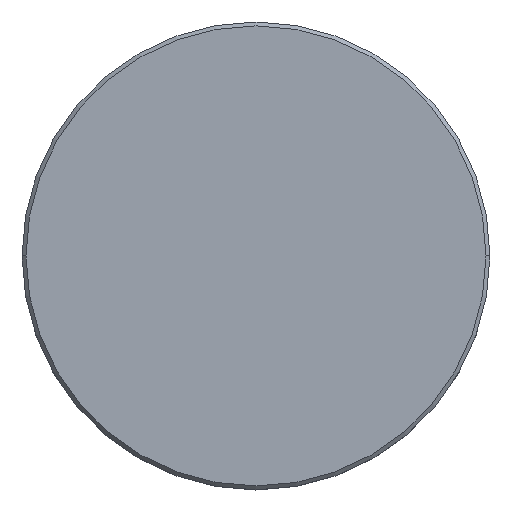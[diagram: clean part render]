
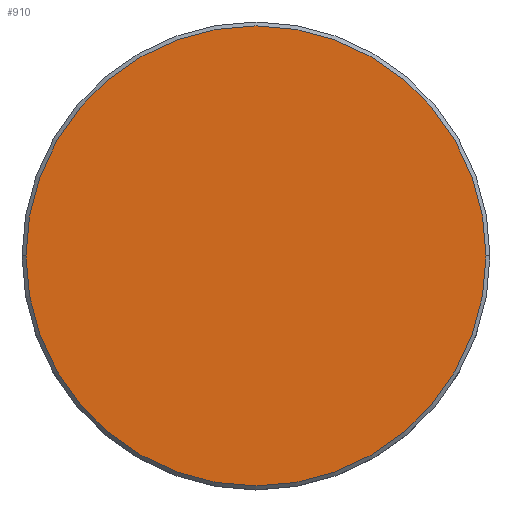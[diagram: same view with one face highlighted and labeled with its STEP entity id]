
A CAD part, top view. The second image highlights one B-rep face of the part: STEP entity #910.
In plain terms, the highlighted planar face has unit normal (0, 0, 1).
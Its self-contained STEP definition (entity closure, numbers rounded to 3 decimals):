
#6 = DIRECTION ( 'NONE',  ( 0., 0., 1. ) ) ;
#28 = CARTESIAN_POINT ( 'NONE',  ( 0., 0., 0. ) ) ;
#51 = AXIS2_PLACEMENT_3D ( 'NONE', #28, #6, #295 ) ;
#57 = ORIENTED_EDGE ( 'NONE', *, *, #640, .T. ) ;
#83 = DIRECTION ( 'NONE',  ( 0., 0., 1. ) ) ;
#176 = CARTESIAN_POINT ( 'NONE',  ( 29.5, 0., 0. ) ) ;
#230 = EDGE_LOOP ( 'NONE', ( #57, #402 ) ) ;
#282 = EDGE_CURVE ( 'NONE', #469, #867, #576, .T. ) ;
#295 = DIRECTION ( 'NONE',  ( 1., 0., 0. ) ) ;
#321 = AXIS2_PLACEMENT_3D ( 'NONE', #567, #1115, #917 ) ;
#369 = CARTESIAN_POINT ( 'NONE',  ( -29.5, 0., 0. ) ) ;
#402 = ORIENTED_EDGE ( 'NONE', *, *, #282, .T. ) ;
#444 = PLANE ( 'NONE',  #697 ) ;
#455 = CARTESIAN_POINT ( 'NONE',  ( 0., 0., 0. ) ) ;
#469 = VERTEX_POINT ( 'NONE', #176 ) ;
#567 = CARTESIAN_POINT ( 'NONE',  ( 0., 0., 0. ) ) ;
#576 = CIRCLE ( 'NONE', #51, 29.5 ) ;
#628 = FACE_OUTER_BOUND ( 'NONE', #230, .T. ) ;
#640 = EDGE_CURVE ( 'NONE', #867, #469, #1083, .T. ) ;
#697 = AXIS2_PLACEMENT_3D ( 'NONE', #455, #83, #1171 ) ;
#867 = VERTEX_POINT ( 'NONE', #369 ) ;
#910 = ADVANCED_FACE ( 'NONE', ( #628 ), #444, .T. ) ;
#917 = DIRECTION ( 'NONE',  ( 1., 0., 0. ) ) ;
#1083 = CIRCLE ( 'NONE', #321, 29.5 ) ;
#1115 = DIRECTION ( 'NONE',  ( 0., 0., 1. ) ) ;
#1171 = DIRECTION ( 'NONE',  ( 1., 0., 0. ) ) ;
